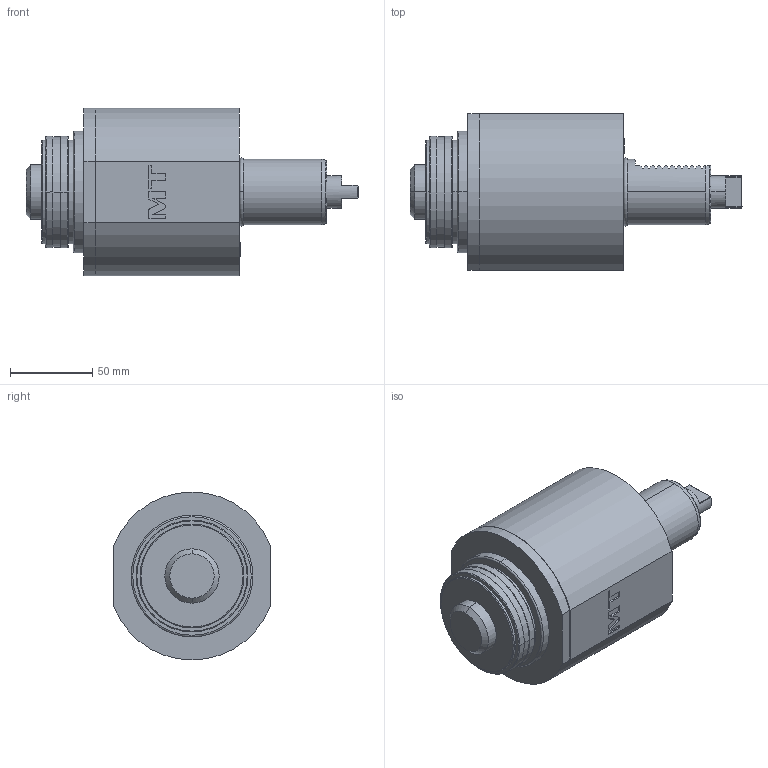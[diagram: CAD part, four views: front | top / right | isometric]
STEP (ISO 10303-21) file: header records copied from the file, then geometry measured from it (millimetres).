
FILE_DESCRIPTION((''),'2;1');
FILE_NAME('FMR0080263_CONF','2024-12-17T08:45:53',('fpalella'),('M.T. srl'),'CREO PARAMETRIC BY PTC INC, 2023352','CREO PARAMETRIC BY PTC INC, 2023352','');
FILE_SCHEMA(('CONFIG_CONTROL_DESIGN'));
Length unit declared in the file: millimetre
Products named in the file (1): FMR0080263_CONF
Bounding box: 201.7 x 95 x 102 mm (x, y, z)
Volume: 912789.5 mm3; surface area: 80280.9 mm2
Topology: 2 solids, 2 shells, 199 faces, 502 edges, 327 vertices
Faces by surface type: plane 114, cylinder 55, cone 19, torus 7, extrusion 4
Entity records: 6398 total; most frequent: CARTESIAN_POINT 1627, ORIENTED_EDGE 1000, DIRECTION 934, EDGE_CURVE 500, VERTEX_POINT 327, AXIS2_PLACEMENT_3D 320, VECTOR 294, LINE 290
